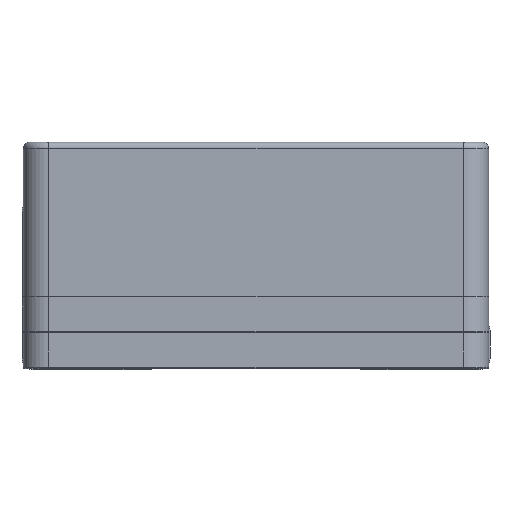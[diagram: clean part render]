
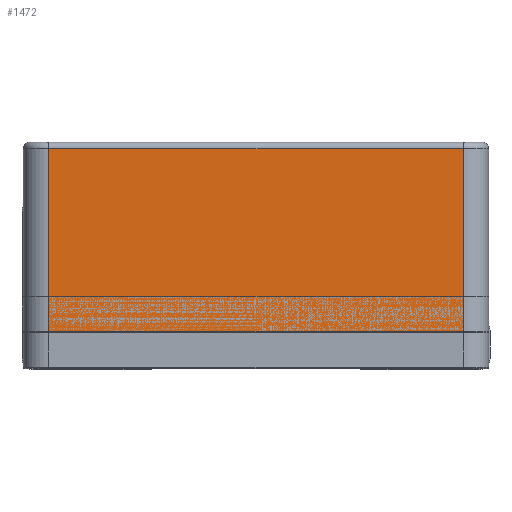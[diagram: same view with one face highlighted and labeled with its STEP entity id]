
A CAD part, left-side view. The second image highlights one B-rep face of the part: STEP entity #1472.
In plain terms, the highlighted planar face has unit normal (-1, 0, 0).
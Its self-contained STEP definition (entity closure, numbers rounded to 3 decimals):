
#1472 = ADVANCED_FACE( '', ( #2907 ), #2908, .F. );
#2907 = FACE_OUTER_BOUND( '', #4269, .T. );
#2908 = PLANE( '', #4270 );
#4269 = EDGE_LOOP( '', ( #9232, #9233, #9234, #9235 ) );
#4270 = AXIS2_PLACEMENT_3D( '', #9236, #9237, #9238 );
#9232 = ORIENTED_EDGE( '', *, *, #11822, .T. );
#9233 = ORIENTED_EDGE( '', *, *, #11817, .T. );
#9234 = ORIENTED_EDGE( '', *, *, #11823, .T. );
#9235 = ORIENTED_EDGE( '', *, *, #11249, .T. );
#9236 = CARTESIAN_POINT( '', ( -9.1, 9.1, 7.45 ) );
#9237 = DIRECTION( '', ( 1., 0., 0. ) );
#9238 = DIRECTION( '', ( 0., 0., -1. ) );
#11249 = EDGE_CURVE( '', #13494, #13492, #13495, .T. );
#11817 = EDGE_CURVE( '', #14324, #14318, #14326, .F. );
#11822 = EDGE_CURVE( '', #13492, #14324, #14332, .F. );
#11823 = EDGE_CURVE( '', #14318, #13494, #14333, .T. );
#13492 = VERTEX_POINT( '', #17769 );
#13494 = VERTEX_POINT( '', #17771 );
#13495 = LINE( '', #17772, #17773 );
#14318 = VERTEX_POINT( '', #19522 );
#14324 = VERTEX_POINT( '', #19528 );
#14326 = LINE( '', #19530, #19531 );
#14332 = LINE( '', #19538, #19539 );
#14333 = LINE( '', #19540, #19541 );
#17769 = CARTESIAN_POINT( '', ( -9.1, -8.1, 0. ) );
#17771 = CARTESIAN_POINT( '', ( -9.1, 8.1, 0. ) );
#17772 = CARTESIAN_POINT( '', ( -9.1, 9.1, 0. ) );
#17773 = VECTOR( '', #20199, 1000. );
#19522 = CARTESIAN_POINT( '', ( -9.1, 8.1, 7.2 ) );
#19528 = CARTESIAN_POINT( '', ( -9.1, -8.1, 7.2 ) );
#19530 = CARTESIAN_POINT( '', ( -9.1, 8.1, 7.2 ) );
#19531 = VECTOR( '', #20675, 1000. );
#19538 = CARTESIAN_POINT( '', ( -9.1, -8.1, 7.45 ) );
#19539 = VECTOR( '', #20686, 1000. );
#19540 = CARTESIAN_POINT( '', ( -9.1, 8.1, 7.45 ) );
#19541 = VECTOR( '', #20687, 1000. );
#20199 = DIRECTION( '', ( 0., -1., 0. ) );
#20675 = DIRECTION( '', ( 0., -1., 0. ) );
#20686 = DIRECTION( '', ( 0., 0., -1. ) );
#20687 = DIRECTION( '', ( 0., 0., -1. ) );
